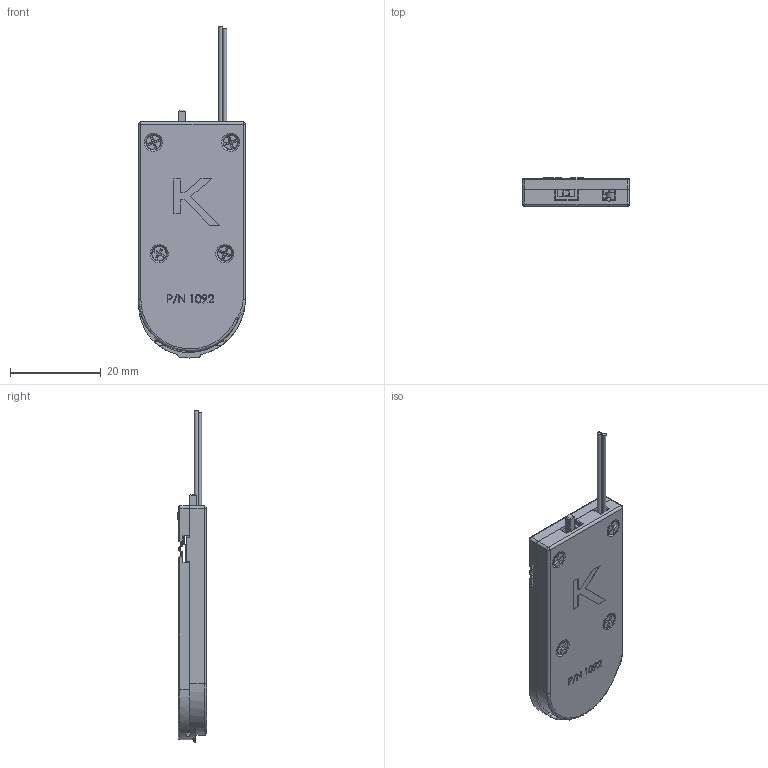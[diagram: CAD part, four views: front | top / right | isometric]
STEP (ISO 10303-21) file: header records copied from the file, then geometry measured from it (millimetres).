
FILE_DESCRIPTION (( 'STEP AP214' ), '1' );
FILE_NAME ('1092.STEP', '2019-12-19T15:40:18', ( '' ), ( '' ), 'SwSTEP 2.0', 'SolidWorks 2013', '' );
FILE_SCHEMA (( 'AUTOMOTIVE_DESIGN' ));
Length unit declared in the file: inch
Products named in the file (12): 26 AWG RED WIRE ror 1086; 26 AWG BLACK WIRE for 1086; F1092-3; 1092_cover; 1092_base; F1092-1; F1092-2; 1092_switch; 1092_switch-2; 1092_switch-1.SLDASM; SCREW-2032______ANY_ANY_ANY; 1092
Assembly tree (14 placements, depth 3):
  1092
    SCREW-2032______ANY_ANY_ANY  x4
    1092_switch
      1092_switch-1.SLDASM
      1092_switch-2
    F1092-2
    F1092-1
    1092_base
    1092_cover
    F1092-3
    26 AWG BLACK WIRE for 1086
    26 AWG RED WIRE ror 1086
Bounding box: 23.5 x 6.4 x 73.14 mm (x, y, z)
Volume: 3831.8 mm3; surface area: 8015.7 mm2
Topology: 14 solids, 14 shells, 742 faces, 1880 edges, 1215 vertices
Faces by surface type: plane 448, cylinder 169, bspline 96, cone 20, torus 7, sphere 2
Full cylindrical faces by diameter (mm): 0.889 x3, 1.499 x3, 1.6 x4, 1.8 x4, 2.4 x2, 2.5 x2, 2.9 x4, 3 x2, 3.3 x4, 3.4 x2, 4 x2
Entity records: 25019 total; most frequent: CARTESIAN_POINT 8977, ORIENTED_EDGE 3328, DIRECTION 2890, EDGE_CURVE 1664, VERTEX_POINT 1098, VECTOR 1082, LINE 1082, AXIS2_PLACEMENT_3D 904
